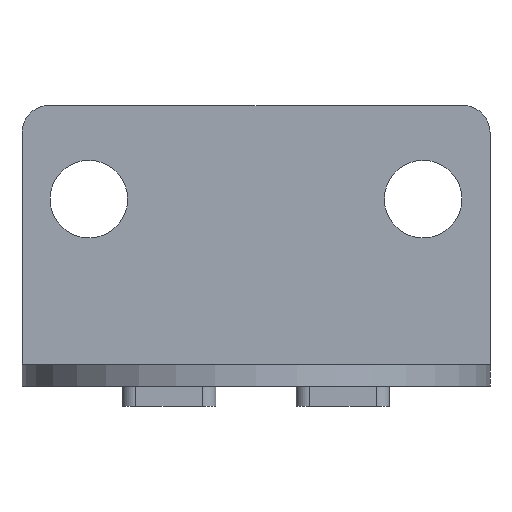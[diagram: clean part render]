
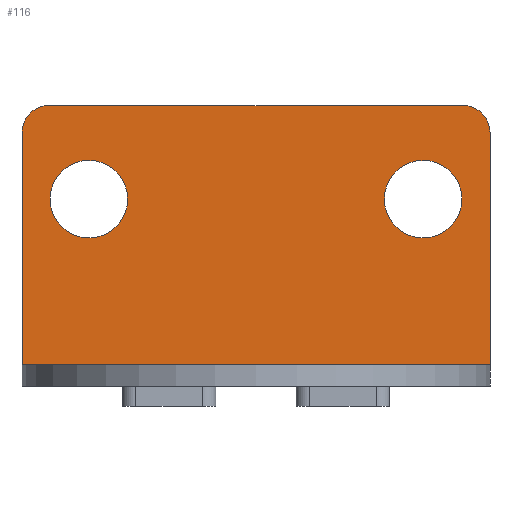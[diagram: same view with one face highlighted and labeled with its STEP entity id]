
A CAD part, left-side view. The second image highlights one B-rep face of the part: STEP entity #116.
In plain terms, the highlighted planar face has unit normal (-1, 0, 0).
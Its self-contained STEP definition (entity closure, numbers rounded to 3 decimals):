
#116 = ADVANCED_FACE( '', ( #241, #242, #243 ), #244, .F. );
#241 = FACE_OUTER_BOUND( '', #363, .T. );
#242 = FACE_BOUND( '', #364, .T. );
#243 = FACE_BOUND( '', #365, .T. );
#244 = PLANE( '', #366 );
#363 = EDGE_LOOP( '', ( #635, #636, #637, #638, #639, #640 ) );
#364 = EDGE_LOOP( '', ( #641 ) );
#365 = EDGE_LOOP( '', ( #642 ) );
#366 = AXIS2_PLACEMENT_3D( '', #643, #644, #645 );
#635 = ORIENTED_EDGE( '', *, *, #786, .F. );
#636 = ORIENTED_EDGE( '', *, *, #788, .T. );
#637 = ORIENTED_EDGE( '', *, *, #746, .T. );
#638 = ORIENTED_EDGE( '', *, *, #679, .T. );
#639 = ORIENTED_EDGE( '', *, *, #763, .F. );
#640 = ORIENTED_EDGE( '', *, *, #780, .T. );
#641 = ORIENTED_EDGE( '', *, *, #767, .F. );
#642 = ORIENTED_EDGE( '', *, *, #760, .F. );
#643 = CARTESIAN_POINT( '', ( 28.4, 17.5, 21. ) );
#644 = DIRECTION( '', ( 1., 0., 0. ) );
#645 = DIRECTION( '', ( 0., 1., 0. ) );
#679 = EDGE_CURVE( '', #794, #795, #796, .T. );
#746 = EDGE_CURVE( '', #903, #794, #904, .T. );
#760 = EDGE_CURVE( '', #925, #925, #926, .T. );
#763 = EDGE_CURVE( '', #928, #795, #930, .T. );
#767 = EDGE_CURVE( '', #934, #934, #935, .T. );
#780 = EDGE_CURVE( '', #928, #949, #950, .T. );
#786 = EDGE_CURVE( '', #955, #949, #957, .T. );
#788 = EDGE_CURVE( '', #955, #903, #959, .T. );
#794 = VERTEX_POINT( '', #965 );
#795 = VERTEX_POINT( '', #966 );
#796 = LINE( '', #967, #968 );
#903 = VERTEX_POINT( '', #1109 );
#904 = LINE( '', #1110, #1111 );
#925 = VERTEX_POINT( '', #1138 );
#926 = CIRCLE( '', #1139, 2.9 );
#928 = VERTEX_POINT( '', #1141 );
#930 = LINE( '', #1144, #1145 );
#934 = VERTEX_POINT( '', #1150 );
#935 = CIRCLE( '', #1151, 2.9 );
#949 = VERTEX_POINT( '', #1167 );
#950 = CIRCLE( '', #1168, 2. );
#955 = VERTEX_POINT( '', #1175 );
#957 = LINE( '', #1178, #1179 );
#959 = CIRCLE( '', #1181, 2. );
#965 = CARTESIAN_POINT( '', ( 28.4, 17.5, 1.6 ) );
#966 = CARTESIAN_POINT( '', ( 28.4, -17.5, 1.6 ) );
#967 = CARTESIAN_POINT( '', ( 28.4, 17.5, 1.6 ) );
#968 = VECTOR( '', #1186, 1000. );
#1109 = CARTESIAN_POINT( '', ( 28.4, 17.5, 19. ) );
#1110 = CARTESIAN_POINT( '', ( 28.4, 17.5, 21. ) );
#1111 = VECTOR( '', #1278, 1000. );
#1138 = CARTESIAN_POINT( '', ( 28.4, 15.4, 14. ) );
#1139 = AXIS2_PLACEMENT_3D( '', #1297, #1298, #1299 );
#1141 = CARTESIAN_POINT( '', ( 28.4, -17.5, 19. ) );
#1144 = CARTESIAN_POINT( '', ( 28.4, -17.5, 21. ) );
#1145 = VECTOR( '', #1301, 1000. );
#1150 = CARTESIAN_POINT( '', ( 28.4, -9.6, 14. ) );
#1151 = AXIS2_PLACEMENT_3D( '', #1303, #1304, #1305 );
#1167 = CARTESIAN_POINT( '', ( 28.4, -15.5, 21. ) );
#1168 = AXIS2_PLACEMENT_3D( '', #1317, #1318, #1319 );
#1175 = CARTESIAN_POINT( '', ( 28.4, 15.5, 21. ) );
#1178 = CARTESIAN_POINT( '', ( 28.4, 17.5, 21. ) );
#1179 = VECTOR( '', #1323, 1000. );
#1181 = AXIS2_PLACEMENT_3D( '', #1324, #1325, #1326 );
#1186 = DIRECTION( '', ( 0., -1., 0. ) );
#1278 = DIRECTION( '', ( 0., 0., -1. ) );
#1297 = CARTESIAN_POINT( '', ( 28.4, 12.5, 14. ) );
#1298 = DIRECTION( '', ( -1., 0., 0. ) );
#1299 = DIRECTION( '', ( 0., 1., 0. ) );
#1301 = DIRECTION( '', ( 0., 0., -1. ) );
#1303 = CARTESIAN_POINT( '', ( 28.4, -12.5, 14. ) );
#1304 = DIRECTION( '', ( -1., 0., 0. ) );
#1305 = DIRECTION( '', ( 0., 1., 0. ) );
#1317 = CARTESIAN_POINT( '', ( 28.4, -15.5, 19. ) );
#1318 = DIRECTION( '', ( -1., 0., 0. ) );
#1319 = DIRECTION( '', ( 0., 1., 0. ) );
#1323 = DIRECTION( '', ( 0., -1., 0. ) );
#1324 = CARTESIAN_POINT( '', ( 28.4, 15.5, 19. ) );
#1325 = DIRECTION( '', ( -1., 0., 0. ) );
#1326 = DIRECTION( '', ( 0., 1., 0. ) );
